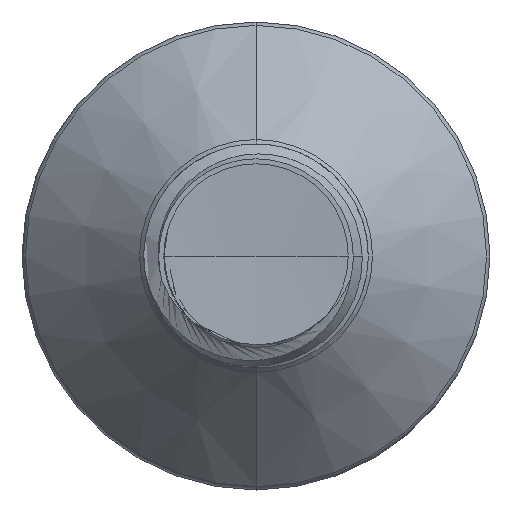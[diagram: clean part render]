
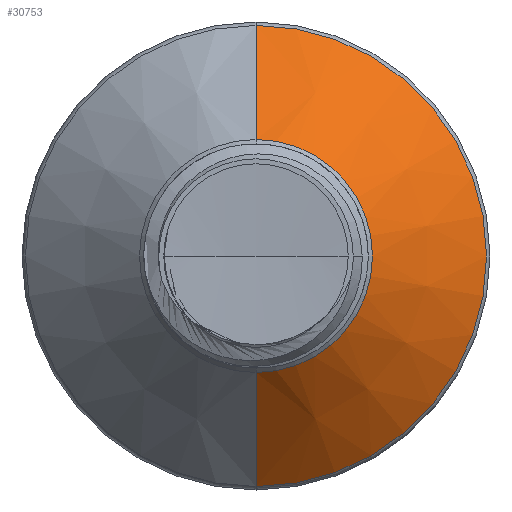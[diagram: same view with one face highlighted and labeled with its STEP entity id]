
A CAD part, front view. The second image highlights one B-rep face of the part: STEP entity #30753.
In plain terms, the highlighted conical face has half-angle 45 degrees and reference radius 1.817 mm.
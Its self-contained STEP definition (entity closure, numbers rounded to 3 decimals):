
#368 = CONICAL_SURFACE ( 'NONE', #23859, 1.817, 0.785 ) ;
#482 = VECTOR ( 'NONE', #6174, 1000. ) ;
#1178 = FACE_OUTER_BOUND ( 'NONE', #25026, .T. ) ;
#3868 = AXIS2_PLACEMENT_3D ( 'NONE', #21376, #5828, #23769 ) ;
#3997 = VERTEX_POINT ( 'NONE', #11308 ) ;
#4300 = DIRECTION ( 'NONE',  ( 0., 0.707, -0.707 ) ) ;
#5828 = DIRECTION ( 'NONE',  ( 0., 1., 0. ) ) ;
#6174 = DIRECTION ( 'NONE',  ( 0., 0.707, 0.707 ) ) ;
#7458 = LINE ( 'NONE', #21687, #482 ) ;
#7763 = CIRCLE ( 'NONE', #3868, 1.817 ) ;
#7818 = VECTOR ( 'NONE', #4300, 1000. ) ;
#8541 = VERTEX_POINT ( 'NONE', #18409 ) ;
#11308 = CARTESIAN_POINT ( 'NONE',  ( 0., 11.439, 1.817 ) ) ;
#13048 = CARTESIAN_POINT ( 'NONE',  ( 0., 13.218, 0. ) ) ;
#13139 = AXIS2_PLACEMENT_3D ( 'NONE', #13048, #29888, #15647 ) ;
#13354 = ORIENTED_EDGE ( 'NONE', *, *, #29170, .T. ) ;
#13406 = ORIENTED_EDGE ( 'NONE', *, *, #22119, .T. ) ;
#13564 = ORIENTED_EDGE ( 'NONE', *, *, #31566, .F. ) ;
#13735 = ORIENTED_EDGE ( 'NONE', *, *, #16458, .F. ) ;
#15529 = VERTEX_POINT ( 'NONE', #16351 ) ;
#15642 = LINE ( 'NONE', #31236, #7818 ) ;
#15647 = DIRECTION ( 'NONE',  ( 0., 0., 1. ) ) ;
#16351 = CARTESIAN_POINT ( 'NONE',  ( 0., 13.218, -3.596 ) ) ;
#16458 = EDGE_CURVE ( 'NONE', #3997, #25110, #7458, .T. ) ;
#18409 = CARTESIAN_POINT ( 'NONE',  ( 0., 11.439, -1.817 ) ) ;
#19858 = CARTESIAN_POINT ( 'NONE',  ( 0., 11.439, 0. ) ) ;
#19956 = DIRECTION ( 'NONE',  ( 0., 1., 0. ) ) ;
#21376 = CARTESIAN_POINT ( 'NONE',  ( 0., 11.439, 0. ) ) ;
#21687 = CARTESIAN_POINT ( 'NONE',  ( 0., 11.439, 1.817 ) ) ;
#21978 = DIRECTION ( 'NONE',  ( 0., 0., 1. ) ) ;
#22119 = EDGE_CURVE ( 'NONE', #8541, #15529, #15642, .T. ) ;
#23769 = DIRECTION ( 'NONE',  ( 0., 0., 1. ) ) ;
#23859 = AXIS2_PLACEMENT_3D ( 'NONE', #19858, #19956, #21978 ) ;
#25026 = EDGE_LOOP ( 'NONE', ( #13354, #13406, #13564, #13735 ) ) ;
#25110 = VERTEX_POINT ( 'NONE', #28621 ) ;
#25173 = CIRCLE ( 'NONE', #13139, 3.596 ) ;
#28621 = CARTESIAN_POINT ( 'NONE',  ( 0., 13.218, 3.596 ) ) ;
#29170 = EDGE_CURVE ( 'NONE', #3997, #8541, #7763, .T. ) ;
#29888 = DIRECTION ( 'NONE',  ( 0., 1., 0. ) ) ;
#30753 = ADVANCED_FACE ( 'NONE', ( #1178 ), #368, .T. ) ;
#31236 = CARTESIAN_POINT ( 'NONE',  ( 0., 11.439, -1.817 ) ) ;
#31566 = EDGE_CURVE ( 'NONE', #25110, #15529, #25173, .T. ) ;
